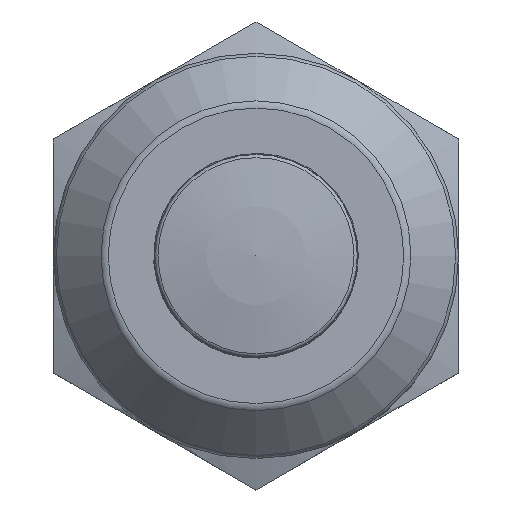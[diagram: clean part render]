
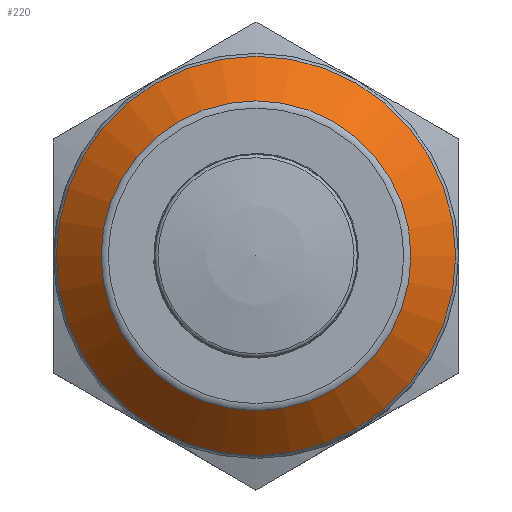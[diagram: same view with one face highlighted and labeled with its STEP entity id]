
A CAD part, top view. The second image highlights one B-rep face of the part: STEP entity #220.
In plain terms, the highlighted conical face has half-angle 45 degrees and reference radius 8 mm.
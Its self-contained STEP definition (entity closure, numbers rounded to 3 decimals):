
#220=ADVANCED_FACE('',(#570,#571),#572,.T.);
#570=FACE_OUTER_BOUND('',#1117,.T.);
#571=FACE_BOUND('',#1118,.T.);
#572=CONICAL_SURFACE('',#1119,8.0,0.785);
#1117=EDGE_LOOP('',(#1639));
#1118=EDGE_LOOP('',(#1640));
#1119=AXIS2_PLACEMENT_3D('',#1641,#1642,#1643);
#1639=ORIENTED_EDGE('',*,*,#2936,.T.);
#1640=ORIENTED_EDGE('',*,*,#2937,.T.);
#1641=CARTESIAN_POINT('',(0.0,0.0,0.0));
#1642=DIRECTION('',(-0.0,0.0,-1.0));
#1643=DIRECTION('',(-1.0,0.0,0.0));
#2936=EDGE_CURVE('',#3432,#3432,#3433,.T.);
#2937=EDGE_CURVE('',#3434,#3434,#3435,.T.);
#3432=VERTEX_POINT('',#4142);
#3433=CIRCLE('',#4143,9.854);
#3434=VERTEX_POINT('',#4144);
#3435=CIRCLE('',#4145,7.646);
#4142=CARTESIAN_POINT('',(9.854,0.0,-1.854));
#4143=AXIS2_PLACEMENT_3D('',#5294,#5295,#5296);
#4144=CARTESIAN_POINT('',(7.646,0.,0.354));
#4145=AXIS2_PLACEMENT_3D('',#5297,#5298,#5299);
#5294=CARTESIAN_POINT('',(0.0,0.0,-1.854));
#5295=DIRECTION('',(0.0,0.0,1.0));
#5296=DIRECTION('',(1.0,0.0,0.0));
#5297=CARTESIAN_POINT('',(0.0,0.0,0.354));
#5298=DIRECTION('',(0.0,0.0,-1.0));
#5299=DIRECTION('',(1.0,0.0,0.0));
